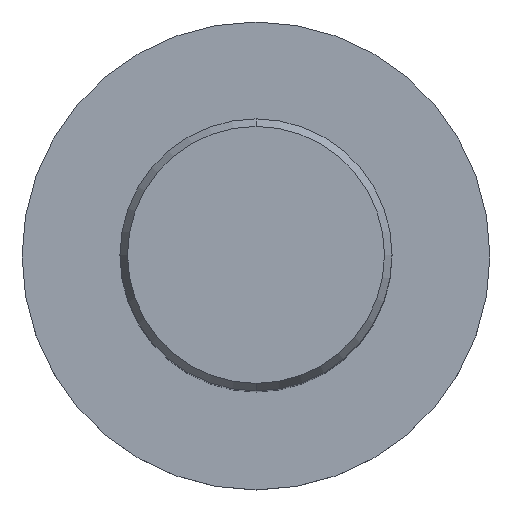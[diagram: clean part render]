
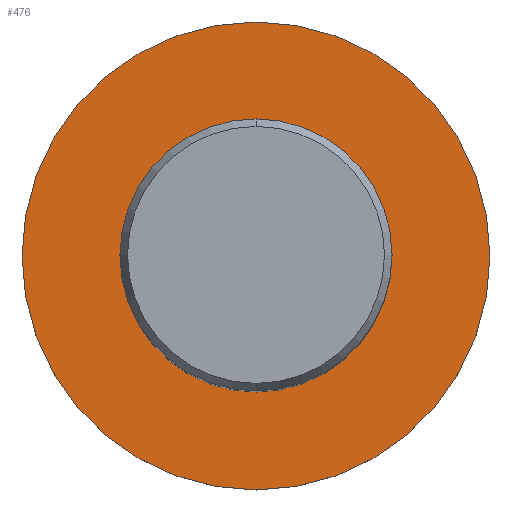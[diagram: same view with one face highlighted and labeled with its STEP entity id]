
A CAD part, top view. The second image highlights one B-rep face of the part: STEP entity #476.
In plain terms, the highlighted planar face has unit normal (0, 0, 1).
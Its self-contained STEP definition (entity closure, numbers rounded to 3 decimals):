
#216=VERTEX_POINT('',#551);
#338=EDGE_CURVE('',#216,#462,#685,.T.);
#354=EDGE_CURVE('',#380,#456,#702,.T.);
#380=VERTEX_POINT('',#732);
#384=EDGE_CURVE('',#456,#380,#736,.T.);
#456=VERTEX_POINT('',#814);
#462=VERTEX_POINT('',#821);
#476=ADVANCED_FACE('',(#837,#838),#839,.T.);
#490=EDGE_CURVE('',#462,#216,#854,.T.);
#551=CARTESIAN_POINT('',(0.,-12.5,-56.0));
#685=CIRCLE('',#1260,12.5);
#702=CIRCLE('',#1297,21.5);
#732=CARTESIAN_POINT('',(0.,-21.5,-56.0));
#736=CIRCLE('',#1338,21.5);
#814=CARTESIAN_POINT('',(0.0,21.5,-56.0));
#821=CARTESIAN_POINT('',(0.0,12.5,-56.0));
#837=FACE_BOUND('',#1502,.T.);
#838=FACE_OUTER_BOUND('',#1503,.T.);
#839=PLANE('',#1504);
#854=CIRCLE('',#1536,12.5);
#1260=AXIS2_PLACEMENT_3D('',#1756,#1757,#1758);
#1297=AXIS2_PLACEMENT_3D('',#1777,#1778,#1779);
#1338=AXIS2_PLACEMENT_3D('',#1825,#1826,#1827);
#1502=EDGE_LOOP('',(#1941,#1942));
#1503=EDGE_LOOP('',(#1943,#1944));
#1504=AXIS2_PLACEMENT_3D('',#1945,#1946,#1947);
#1536=AXIS2_PLACEMENT_3D('',#1963,#1964,#1965);
#1756=CARTESIAN_POINT('',(0.0,0.0,-56.0));
#1757=DIRECTION('',(-0.0,0.0,-1.0));
#1758=DIRECTION('',(0.0,1.0,0.0));
#1777=CARTESIAN_POINT('',(0.0,0.0,-56.0));
#1778=DIRECTION('',(0.0,0.0,-1.0));
#1779=DIRECTION('',(0.0,1.0,0.0));
#1825=CARTESIAN_POINT('',(0.0,0.0,-56.0));
#1826=DIRECTION('',(0.0,0.0,-1.0));
#1827=DIRECTION('',(0.0,1.0,0.0));
#1941=ORIENTED_EDGE('',*,*,#490,.T.);
#1942=ORIENTED_EDGE('',*,*,#338,.T.);
#1943=ORIENTED_EDGE('',*,*,#384,.F.);
#1944=ORIENTED_EDGE('',*,*,#354,.F.);
#1945=CARTESIAN_POINT('',(0.0,10.75,-56.0));
#1946=DIRECTION('',(-0.0,0.0,1.0));
#1947=DIRECTION('',(0.0,-1.0,0.0));
#1963=CARTESIAN_POINT('',(0.0,0.0,-56.0));
#1964=DIRECTION('',(-0.0,0.0,-1.0));
#1965=DIRECTION('',(0.0,1.0,0.0));
